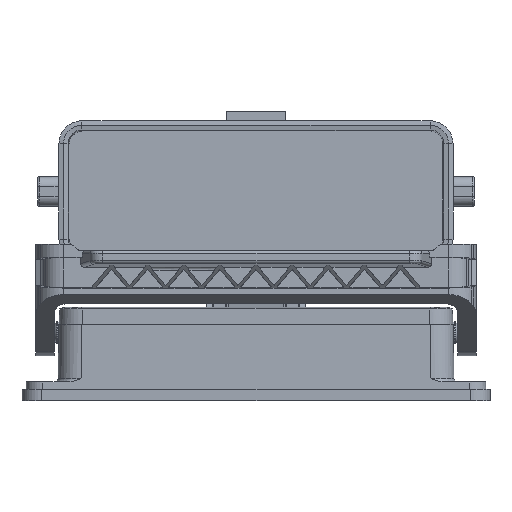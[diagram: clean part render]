
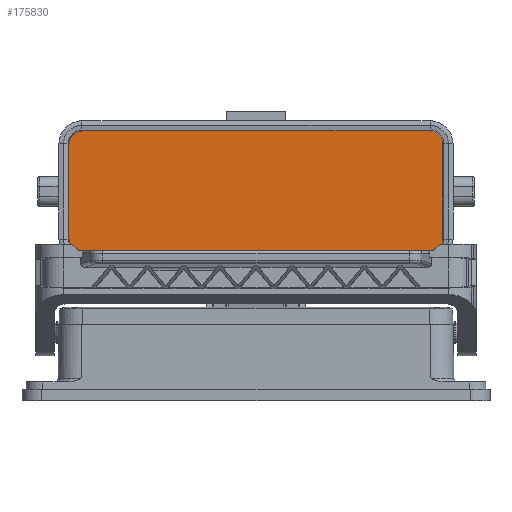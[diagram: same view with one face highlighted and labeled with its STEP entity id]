
A CAD part, front view. The second image highlights one B-rep face of the part: STEP entity #175830.
In plain terms, the highlighted face is planar.
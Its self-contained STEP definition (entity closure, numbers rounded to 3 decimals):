
#171530=CARTESIAN_POINT('',(0.196,-95.849,
-76.237));
#171540=DIRECTION('',(-1.,0.,0.));
#171550=DIRECTION('',(0.,-0.707,
-0.707));
#171560=AXIS2_PLACEMENT_3D('',#171530,#171540,#171550);
#171570=ELLIPSE('',#171560,4.203,4.2);
#171580=CARTESIAN_POINT('',(0.196,-95.852,
-80.438));
#171590=VERTEX_POINT('',#171580);
#171600=CARTESIAN_POINT('',(0.196,-100.051,
-76.24));
#171610=VERTEX_POINT('',#171600);
#171620=EDGE_CURVE('',#171590,#171610,#171570,.T.);
#174710=CARTESIAN_POINT('',(0.196,-95.852,
-43.562));
#174720=VERTEX_POINT('',#174710);
#174880=CARTESIAN_POINT('',(0.196,-100.051,
-47.76));
#174890=VERTEX_POINT('',#174880);
#174920=CARTESIAN_POINT('',(0.196,-95.849,
-47.763));
#174930=DIRECTION('',(-1.,0.,0.));
#174940=DIRECTION('',(0.,0.707,
-0.707));
#174950=AXIS2_PLACEMENT_3D('',#174920,#174930,#174940);
#174960=ELLIPSE('',#174950,4.203,4.2);
#174970=EDGE_CURVE('',#174890,#174720,#174960,.T.);
#175160=CARTESIAN_POINT('',(0.196,-100.051,
-92.144));
#175170=DIRECTION('',(0.,0.,-1.));
#175180=VECTOR('',#175170,1.);
#175190=LINE('',#175160,#175180);
#175200=EDGE_CURVE('',#174890,#171610,#175190,.T.);
#175330=CARTESIAN_POINT('',(0.196,-71.902,
-78.661));
#175340=DIRECTION('',(-1.,0.,0.));
#175350=DIRECTION('',(0.,0.,-1.));
#175360=AXIS2_PLACEMENT_3D('',#175330,#175340,#175350);
#175370=PLANE('',#175360);
#175380=CARTESIAN_POINT('',(0.196,23.522,
-80.438));
#175390=DIRECTION('',(0.,-1.,0.));
#175400=VECTOR('',#175390,1.);
#175410=LINE('',#175380,#175400);
#175420=CARTESIAN_POINT('',(0.196,9.627,
-80.438));
#175430=VERTEX_POINT('',#175420);
#175440=EDGE_CURVE('',#175430,#171590,#175410,.T.);
#175450=ORIENTED_EDGE('',*,*,#175440,.T.);
#175460=CARTESIAN_POINT('',(0.196,9.624,
-76.237));
#175470=DIRECTION('',(-1.,0.,0.));
#175480=DIRECTION('',(0.,0.707,
-0.707));
#175490=AXIS2_PLACEMENT_3D('',#175460,#175470,#175480);
#175500=ELLIPSE('',#175490,4.203,4.2);
#175510=CARTESIAN_POINT('',(0.196,13.825,
-76.24));
#175520=VERTEX_POINT('',#175510);
#175530=EDGE_CURVE('',#175520,#175430,#175500,.T.);
#175540=ORIENTED_EDGE('',*,*,#175530,.T.);
#175550=CARTESIAN_POINT('',(0.196,13.825,-92.144)
);
#175560=DIRECTION('',(0.,0.,-1.));
#175570=VECTOR('',#175560,1.);
#175580=LINE('',#175550,#175570);
#175590=CARTESIAN_POINT('',(0.196,13.825,
-47.76));
#175600=VERTEX_POINT('',#175590);
#175610=EDGE_CURVE('',#175600,#175520,#175580,.T.);
#175620=ORIENTED_EDGE('',*,*,#175610,.T.);
#175630=CARTESIAN_POINT('',(0.196,9.624,
-47.763));
#175640=DIRECTION('',(-1.,0.,0.));
#175650=DIRECTION('',(0.,-0.707,
-0.707));
#175660=AXIS2_PLACEMENT_3D('',#175630,#175640,#175650);
#175670=ELLIPSE('',#175660,4.203,4.2);
#175680=CARTESIAN_POINT('',(0.196,9.627,
-43.562));
#175690=VERTEX_POINT('',#175680);
#175700=EDGE_CURVE('',#175690,#175600,#175670,.T.);
#175710=ORIENTED_EDGE('',*,*,#175700,.T.);
#175720=CARTESIAN_POINT('',(0.196,23.522,
-43.562));
#175730=DIRECTION('',(0.,1.,0.));
#175740=VECTOR('',#175730,1.);
#175750=LINE('',#175720,#175740);
#175760=EDGE_CURVE('',#174720,#175690,#175750,.T.);
#175770=ORIENTED_EDGE('',*,*,#175760,.T.);
#175780=ORIENTED_EDGE('',*,*,#174970,.T.);
#175790=ORIENTED_EDGE('',*,*,#175200,.F.);
#175800=ORIENTED_EDGE('',*,*,#171620,.T.);
#175810=EDGE_LOOP('',(#175800,#175790,#175780,#175770,#175710,#175620,
#175540,#175450));
#175820=FACE_OUTER_BOUND('',#175810,.T.);
#175830=ADVANCED_FACE('',(#175820),#175370,.T.);
